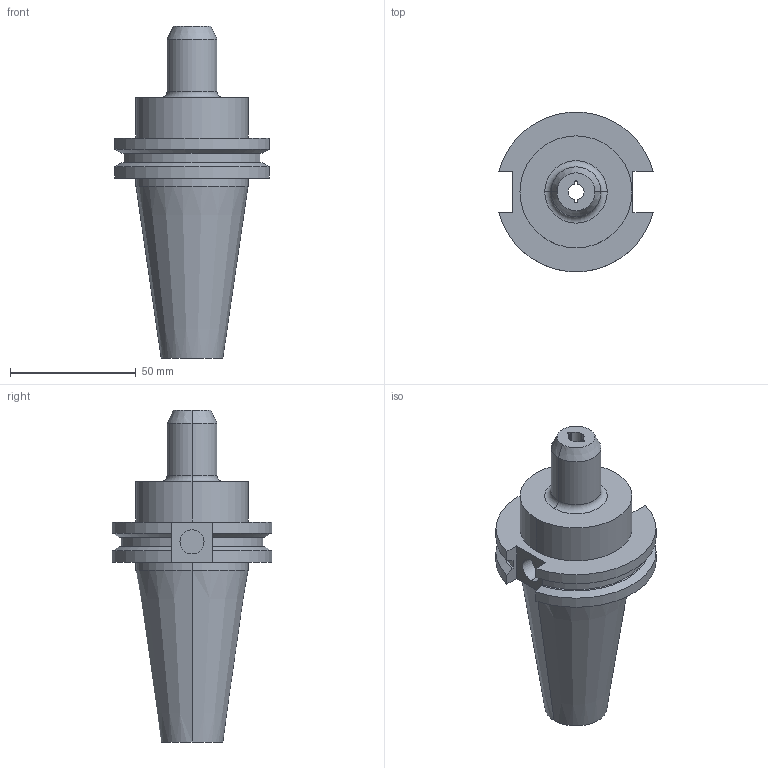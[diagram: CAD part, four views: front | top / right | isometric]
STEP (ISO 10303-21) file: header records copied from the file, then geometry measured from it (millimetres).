
FILE_DESCRIPTION (( 'STEP AP203' ), '1' );
FILE_NAME ('STP-TE-22911-2.5B.STEP', '2018-08-21T03:00:57', ( '' ), ( '' ), 'SwSTEP 2.0', 'SolidWorks 2015', '' );
FILE_SCHEMA (( 'CONFIG_CONTROL_DESIGN' ));
Length unit declared in the file: millimetre
Products named in the file (1): STP-TE-22911-2.5B
Bounding box: 61.35 x 63.26 x 131.75 mm (x, y, z)
Volume: 129198.1 mm3; surface area: 26043.4 mm2
Topology: 1 solids, 1 shells, 58 faces, 141 edges, 92 vertices
Faces by surface type: cylinder 29, plane 19, cone 8, torus 2
Entity records: 1816 total; most frequent: DIRECTION 321, CARTESIAN_POINT 316, ORIENTED_EDGE 282, EDGE_CURVE 141, AXIS2_PLACEMENT_3D 129, VERTEX_POINT 92, CIRCLE 70, EDGE_LOOP 67
